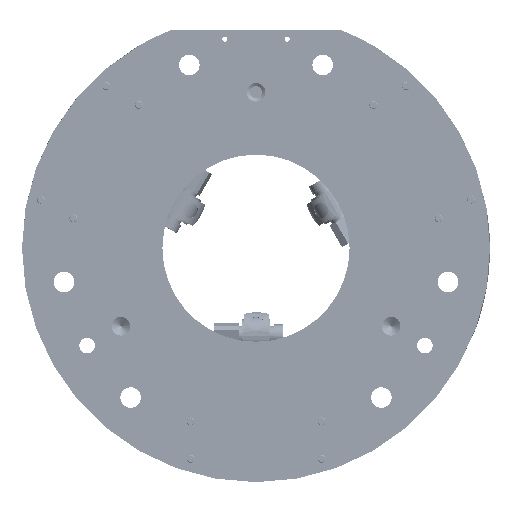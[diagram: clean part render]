
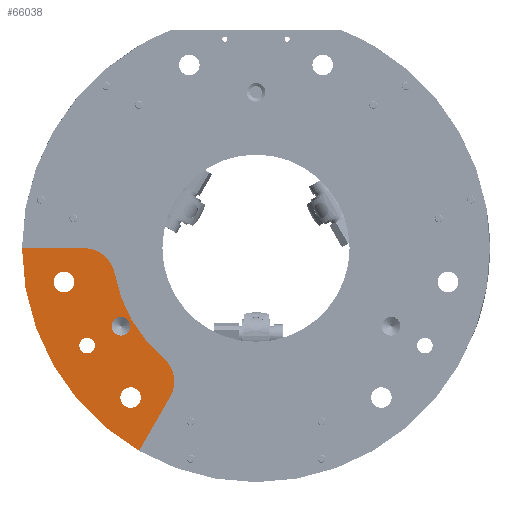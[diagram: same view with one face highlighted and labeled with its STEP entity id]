
A CAD part, front view. The second image highlights one B-rep face of the part: STEP entity #66038.
In plain terms, the highlighted planar face has unit normal (0, -1, 0).
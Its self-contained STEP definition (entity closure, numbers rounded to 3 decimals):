
#145 = VERTEX_POINT ( 'NONE', #20878 ) ;
#468 = ORIENTED_EDGE ( 'NONE', *, *, #20419, .T. ) ;
#1071 = CARTESIAN_POINT ( 'NONE',  ( 10.853, 0., -58.25 ) ) ;
#1445 = EDGE_LOOP ( 'NONE', ( #59365, #40577 ) ) ;
#1894 = CIRCLE ( 'NONE', #65686, 75. ) ;
#2006 = CARTESIAN_POINT ( 'NONE',  ( 31.25, 0., -54.127 ) ) ;
#2310 = ORIENTED_EDGE ( 'NONE', *, *, #45270, .T. ) ;
#3442 = CARTESIAN_POINT ( 'NONE',  ( 0., 0., 0. ) ) ;
#3647 = CARTESIAN_POINT ( 'NONE',  ( 47.878, 0., -40.174 ) ) ;
#4077 = CARTESIAN_POINT ( 'NONE',  ( 64.952, 0., -37.5 ) ) ;
#4130 = EDGE_LOOP ( 'NONE', ( #7734, #38916 ) ) ;
#4749 = VERTEX_POINT ( 'NONE', #24257 ) ;
#6292 = CARTESIAN_POINT ( 'NONE',  ( 25., 0., -43.301 ) ) ;
#7734 = ORIENTED_EDGE ( 'NONE', *, *, #56140, .T. ) ;
#7758 = AXIS2_PLACEMENT_3D ( 'NONE', #46131, #67443, #32069 ) ;
#8180 = CIRCLE ( 'NONE', #27032, 3. ) ;
#9493 = EDGE_LOOP ( 'NONE', ( #89711, #70170 ) ) ;
#9924 = FACE_BOUND ( 'NONE', #66144, .T. ) ;
#10277 = CARTESIAN_POINT ( 'NONE',  ( 42.718, 0., -36.21 ) ) ;
#11204 = ORIENTED_EDGE ( 'NONE', *, *, #86102, .F. ) ;
#11355 = CIRCLE ( 'NONE', #62131, 3.3 ) ;
#11952 = CARTESIAN_POINT ( 'NONE',  ( 0., 0., -75. ) ) ;
#13232 = DIRECTION ( 'NONE',  ( -0.866, 0., 0.5 ) ) ;
#14955 = FACE_BOUND ( 'NONE', #9493, .T. ) ;
#16031 = EDGE_CURVE ( 'NONE', #35455, #84483, #28982, .T. ) ;
#17279 = DIRECTION ( 'NONE',  ( 0., 1., 0. ) ) ;
#17511 = DIRECTION ( 'NONE',  ( 0., 1., 0. ) ) ;
#17541 = CARTESIAN_POINT ( 'NONE',  ( 31.25, 0., -54.127 ) ) ;
#18681 = CIRCLE ( 'NONE', #36162, 3. ) ;
#19280 = DIRECTION ( 'NONE',  ( 0.866, 0., -0.5 ) ) ;
#19773 = AXIS2_PLACEMENT_3D ( 'NONE', #17541, #74293, #38893 ) ;
#20218 = DIRECTION ( 'NONE',  ( 0., 1., 0. ) ) ;
#20419 = EDGE_CURVE ( 'NONE', #35455, #58585, #83786, .T. ) ;
#20826 = VERTEX_POINT ( 'NONE', #11952 ) ;
#20878 = CARTESIAN_POINT ( 'NONE',  ( 47.878, 0., -43.474 ) ) ;
#21120 = VERTEX_POINT ( 'NONE', #61328 ) ;
#22865 = AXIS2_PLACEMENT_3D ( 'NONE', #31423, #59113, #47275 ) ;
#23474 = DIRECTION ( 'NONE',  ( 0., 0., 1. ) ) ;
#23704 = CARTESIAN_POINT ( 'NONE',  ( 25., 0., -46.301 ) ) ;
#23720 = AXIS2_PLACEMENT_3D ( 'NONE', #2006, #58341, #65135 ) ;
#24131 = CIRCLE ( 'NONE', #19773, 2.5 ) ;
#24257 = CARTESIAN_POINT ( 'NONE',  ( 10.853, 0., -64.85 ) ) ;
#26493 = CARTESIAN_POINT ( 'NONE',  ( 8.214, 0., -45.261 ) ) ;
#26974 = CARTESIAN_POINT ( 'NONE',  ( 0., 0., 0. ) ) ;
#27032 = AXIS2_PLACEMENT_3D ( 'NONE', #6292, #39506, #87637 ) ;
#28982 = CIRCLE ( 'NONE', #89844, 46. ) ;
#29519 = EDGE_CURVE ( 'NONE', #36707, #36908, #18681, .T. ) ;
#31423 = CARTESIAN_POINT ( 'NONE',  ( 10., 0., -55.1 ) ) ;
#32069 = DIRECTION ( 'NONE',  ( 0., 0., 1. ) ) ;
#32167 = EDGE_LOOP ( 'NONE', ( #58584, #63941, #66091, #468, #2310, #39818 ) ) ;
#32564 = AXIS2_PLACEMENT_3D ( 'NONE', #37098, #79748, #38425 ) ;
#35455 = VERTEX_POINT ( 'NONE', #26493 ) ;
#36162 = AXIS2_PLACEMENT_3D ( 'NONE', #88199, #39167, #52782 ) ;
#36707 = VERTEX_POINT ( 'NONE', #62786 ) ;
#36908 = VERTEX_POINT ( 'NONE', #23704 ) ;
#37098 = CARTESIAN_POINT ( 'NONE',  ( 10.853, 0., -61.55 ) ) ;
#37665 = DIRECTION ( 'NONE',  ( 0., 0., 1. ) ) ;
#38425 = DIRECTION ( 'NONE',  ( 0., 0., 1. ) ) ;
#38593 = EDGE_CURVE ( 'NONE', #145, #55096, #80326, .T. ) ;
#38618 = AXIS2_PLACEMENT_3D ( 'NONE', #3647, #17279, #39973 ) ;
#38893 = DIRECTION ( 'NONE',  ( 0., 0., 1. ) ) ;
#38916 = ORIENTED_EDGE ( 'NONE', *, *, #38593, .T. ) ;
#39167 = DIRECTION ( 'NONE',  ( 0., -1., 0. ) ) ;
#39506 = DIRECTION ( 'NONE',  ( 0., -1., 0. ) ) ;
#39601 = VERTEX_POINT ( 'NONE', #44810 ) ;
#39818 = ORIENTED_EDGE ( 'NONE', *, *, #84041, .F. ) ;
#39973 = DIRECTION ( 'NONE',  ( 0., 0., 1. ) ) ;
#40577 = ORIENTED_EDGE ( 'NONE', *, *, #88399, .T. ) ;
#42675 = FACE_BOUND ( 'NONE', #4130, .T. ) ;
#44810 = CARTESIAN_POINT ( 'NONE',  ( 31.25, 0., -56.627 ) ) ;
#45270 = EDGE_CURVE ( 'NONE', #58585, #20826, #52302, .T. ) ;
#45887 = CIRCLE ( 'NONE', #38618, 3.3 ) ;
#45966 = DIRECTION ( 'NONE',  ( 0., -1., 0. ) ) ;
#46131 = CARTESIAN_POINT ( 'NONE',  ( 47.878, 0., -40.174 ) ) ;
#46220 = EDGE_CURVE ( 'NONE', #21120, #85952, #89210, .T. ) ;
#46244 = CARTESIAN_POINT ( 'NONE',  ( 0., 0., 0. ) ) ;
#46586 = CARTESIAN_POINT ( 'NONE',  ( 10.853, 0., -61.55 ) ) ;
#47275 = DIRECTION ( 'NONE',  ( 0., 0., 1. ) ) ;
#47928 = DIRECTION ( 'NONE',  ( 0., 0., 1. ) ) ;
#48716 = CARTESIAN_POINT ( 'NONE',  ( 0., 0., -55.1 ) ) ;
#49490 = CARTESIAN_POINT ( 'NONE',  ( 35.09, 0., -29.744 ) ) ;
#51217 = EDGE_CURVE ( 'NONE', #67829, #39601, #24131, .T. ) ;
#51272 = PLANE ( 'NONE',  #82237 ) ;
#52302 = LINE ( 'NONE', #52734, #53114 ) ;
#52734 = CARTESIAN_POINT ( 'NONE',  ( 0., 0., 0. ) ) ;
#52756 = CIRCLE ( 'NONE', #23720, 2.5 ) ;
#52782 = DIRECTION ( 'NONE',  ( 0., 0., -1. ) ) ;
#52994 = EDGE_CURVE ( 'NONE', #39601, #67829, #52756, .T. ) ;
#53114 = VECTOR ( 'NONE', #72297, 1000. ) ;
#53662 = AXIS2_PLACEMENT_3D ( 'NONE', #10277, #87021, #23474 ) ;
#54365 = CARTESIAN_POINT ( 'NONE',  ( 47.878, 0., -36.874 ) ) ;
#55096 = VERTEX_POINT ( 'NONE', #54365 ) ;
#56140 = EDGE_CURVE ( 'NONE', #55096, #145, #45887, .T. ) ;
#57214 = CIRCLE ( 'NONE', #32564, 3.3 ) ;
#58341 = DIRECTION ( 'NONE',  ( 0., 1., 0. ) ) ;
#58584 = ORIENTED_EDGE ( 'NONE', *, *, #46220, .F. ) ;
#58585 = VERTEX_POINT ( 'NONE', #48716 ) ;
#59113 = DIRECTION ( 'NONE',  ( 0., -1., 0. ) ) ;
#59365 = ORIENTED_EDGE ( 'NONE', *, *, #71044, .T. ) ;
#61328 = CARTESIAN_POINT ( 'NONE',  ( 47.718, 0., -27.55 ) ) ;
#61728 = ORIENTED_EDGE ( 'NONE', *, *, #29519, .F. ) ;
#62131 = AXIS2_PLACEMENT_3D ( 'NONE', #46586, #20218, #47928 ) ;
#62786 = CARTESIAN_POINT ( 'NONE',  ( 25., 0., -40.301 ) ) ;
#63941 = ORIENTED_EDGE ( 'NONE', *, *, #81962, .T. ) ;
#64761 = DIRECTION ( 'NONE',  ( 0., 0., 1. ) ) ;
#65135 = DIRECTION ( 'NONE',  ( 0., 0., 1. ) ) ;
#65686 = AXIS2_PLACEMENT_3D ( 'NONE', #3442, #17511, #64761 ) ;
#66038 = ADVANCED_FACE ( 'NONE', ( #14955, #42675, #70381, #9924, #73934 ), #51272, .F. ) ;
#66091 = ORIENTED_EDGE ( 'NONE', *, *, #16031, .F. ) ;
#66144 = EDGE_LOOP ( 'NONE', ( #11204, #61728 ) ) ;
#67443 = DIRECTION ( 'NONE',  ( 0., 1., 0. ) ) ;
#67829 = VERTEX_POINT ( 'NONE', #74277 ) ;
#70170 = ORIENTED_EDGE ( 'NONE', *, *, #52994, .T. ) ;
#70381 = FACE_BOUND ( 'NONE', #1445, .T. ) ;
#71044 = EDGE_CURVE ( 'NONE', #81127, #4749, #57214, .T. ) ;
#72297 = DIRECTION ( 'NONE',  ( 0., 0., -1. ) ) ;
#73934 = FACE_OUTER_BOUND ( 'NONE', #32167, .T. ) ;
#73979 = CIRCLE ( 'NONE', #53662, 10. ) ;
#74277 = CARTESIAN_POINT ( 'NONE',  ( 31.25, 0., -51.627 ) ) ;
#74293 = DIRECTION ( 'NONE',  ( 0., 1., 0. ) ) ;
#76449 = VECTOR ( 'NONE', #19280, 1000. ) ;
#79748 = DIRECTION ( 'NONE',  ( 0., 1., 0. ) ) ;
#79855 = DIRECTION ( 'NONE',  ( 0., 1., 0. ) ) ;
#80326 = CIRCLE ( 'NONE', #7758, 3.3 ) ;
#81127 = VERTEX_POINT ( 'NONE', #1071 ) ;
#81962 = EDGE_CURVE ( 'NONE', #21120, #84483, #73979, .T. ) ;
#82237 = AXIS2_PLACEMENT_3D ( 'NONE', #46244, #79855, #37665 ) ;
#83786 = CIRCLE ( 'NONE', #22865, 10. ) ;
#84041 = EDGE_CURVE ( 'NONE', #85952, #20826, #1894, .T. ) ;
#84483 = VERTEX_POINT ( 'NONE', #49490 ) ;
#85952 = VERTEX_POINT ( 'NONE', #4077 ) ;
#86102 = EDGE_CURVE ( 'NONE', #36908, #36707, #8180, .T. ) ;
#87021 = DIRECTION ( 'NONE',  ( 0., -1., 0. ) ) ;
#87637 = DIRECTION ( 'NONE',  ( 0., 0., -1. ) ) ;
#88199 = CARTESIAN_POINT ( 'NONE',  ( 25., 0., -43.301 ) ) ;
#88399 = EDGE_CURVE ( 'NONE', #4749, #81127, #11355, .T. ) ;
#89056 = CARTESIAN_POINT ( 'NONE',  ( 0., 0., 0. ) ) ;
#89210 = LINE ( 'NONE', #26974, #76449 ) ;
#89711 = ORIENTED_EDGE ( 'NONE', *, *, #51217, .T. ) ;
#89844 = AXIS2_PLACEMENT_3D ( 'NONE', #89056, #45966, #13232 ) ;
